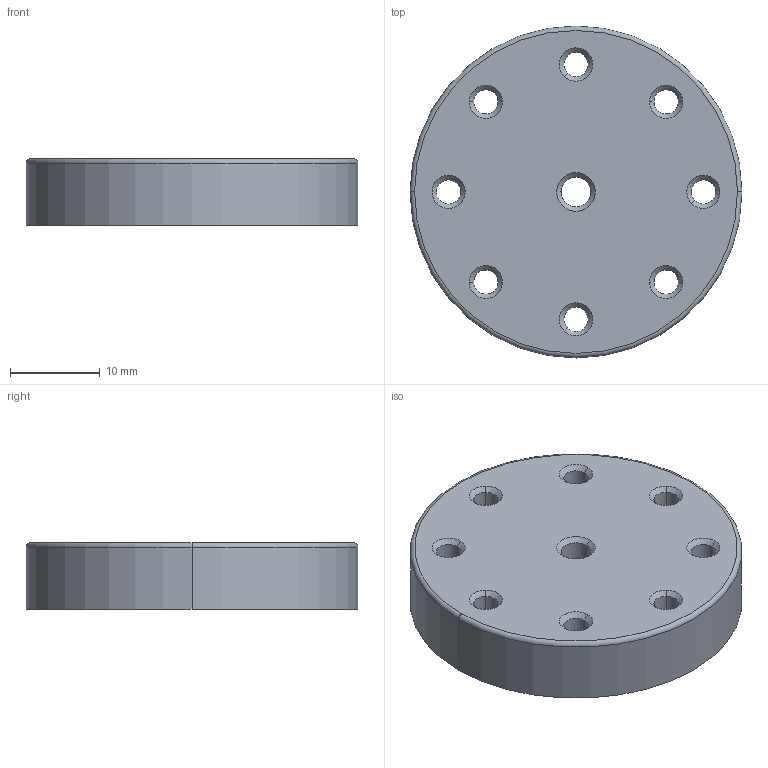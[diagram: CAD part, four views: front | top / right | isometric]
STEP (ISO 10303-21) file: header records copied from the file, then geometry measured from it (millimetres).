
FILE_DESCRIPTION(('STEP AP214'),'1');
FILE_NAME('Servo_axis_sup_pocket..stp','2024-01-30T08:38:55',(' '),(' '),'Spatial InterOp 3D',' ',' ');
FILE_SCHEMA(('AUTOMOTIVE_DESIGN { 1 0 10303 214 1 1 1 1 }'));
Length unit declared in the file: metre
Products named in the file (1): Servo_axis_sup_pocket
Bounding box: 37 x 37 x 7.46 mm (x, y, z)
Volume: 7585.6 mm3; surface area: 3427 mm2
Topology: 1 solids, 1 shells, 60 faces, 136 edges, 78 vertices
Faces by surface type: cone 36, cylinder 20, torus 2, plane 2
Entity records: 1737 total; most frequent: DIRECTION 338, CARTESIAN_POINT 275, ORIENTED_EDGE 272, AXIS2_PLACEMENT_3D 141, EDGE_CURVE 136, CIRCLE 80, EDGE_LOOP 78, VERTEX_POINT 78
